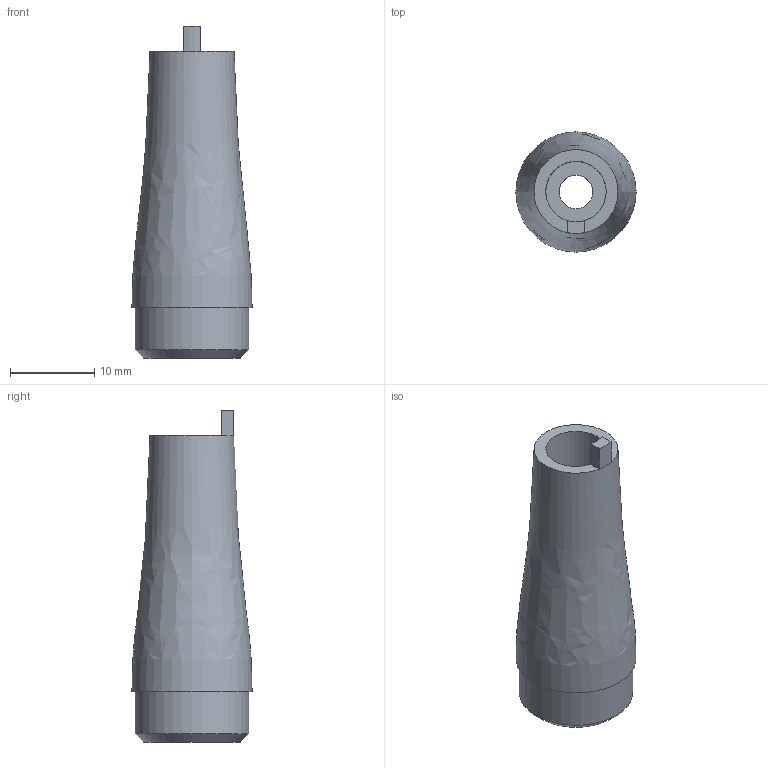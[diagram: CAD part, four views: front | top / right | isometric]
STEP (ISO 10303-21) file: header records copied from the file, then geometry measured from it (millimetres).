
FILE_DESCRIPTION(('FreeCAD Model'),'2;1');
FILE_NAME('Open CASCADE Shape Model','2024-05-20T18:23:08',('Author'),( ''),'Open CASCADE STEP processor 7.6','FreeCAD','Unknown');
FILE_SCHEMA(('AUTOMOTIVE_DESIGN { 1 0 10303 214 1 1 1 1 }'));
Length unit declared in the file: millimetre
Products named in the file (1): Body
Bounding box: 14.3 x 14.3 x 39.5 mm (x, y, z)
Volume: 2961.4 mm3; surface area: 2376.6 mm2
Topology: 1 solids, 1 shells, 16 faces, 31 edges, 19 vertices
Faces by surface type: plane 8, cylinder 6, cone 1, revolution 1
Full cylindrical faces by diameter (mm): 4 x1, 7.2 x1, 9.7 x1, 13.5 x1
Entity records: 443 total; most frequent: DIRECTION 80, CARTESIAN_POINT 74, ORIENTED_EDGE 62, AXIS2_PLACEMENT_3D 33, EDGE_CURVE 31, FACE_BOUND 20, EDGE_LOOP 20, VERTEX_POINT 19
